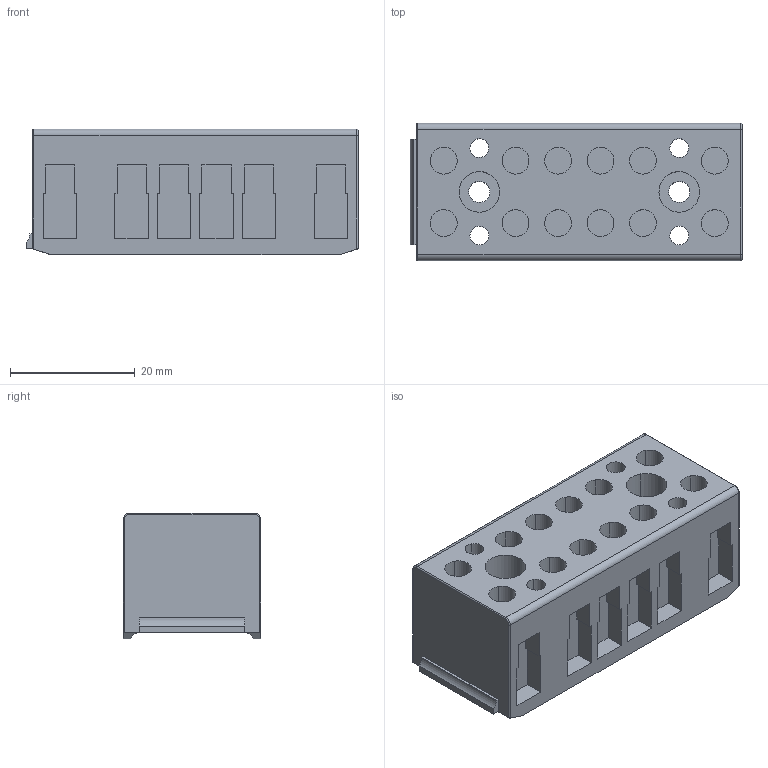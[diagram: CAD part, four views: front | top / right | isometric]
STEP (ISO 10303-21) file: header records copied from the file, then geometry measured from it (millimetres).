
FILE_DESCRIPTION(('CATIA V5 STEP Exchange','CAx-IF Rec.Pracs.--- Model Styling and Organization---1.4--- 2014-01-23'),'2;1');
FILE_NAME ('031581-3_1', '2021-12-08T06:06:10+00:00', ('none'), ('Weidmueller'), 'CATIA Version 5-6 Release 2016 SP3 HF44', 'CATIA V5 STEP AP214', 'none');
FILE_SCHEMA(('AUTOMOTIVE_DESIGN { 1 0 10303 214 1 1 1 1 }'));
Length unit declared in the file: millimetre
Products named in the file (1): 7906090000
Bounding box: 53.15 x 22 x 20.15 mm (x, y, z)
Volume: 17617 mm3; surface area: 8578.5 mm2
Topology: 1 solids, 1 shells, 210 faces, 538 edges, 356 vertices
Faces by surface type: plane 146, cylinder 52, cone 8, torus 4
Entity records: 5745 total; most frequent: CARTESIAN_POINT 1183, ORIENTED_EDGE 1076, DIRECTION 656, EDGE_CURVE 538, VERTEX_POINT 356, VECTOR 350, LINE 350, EDGE_LOOP 248
